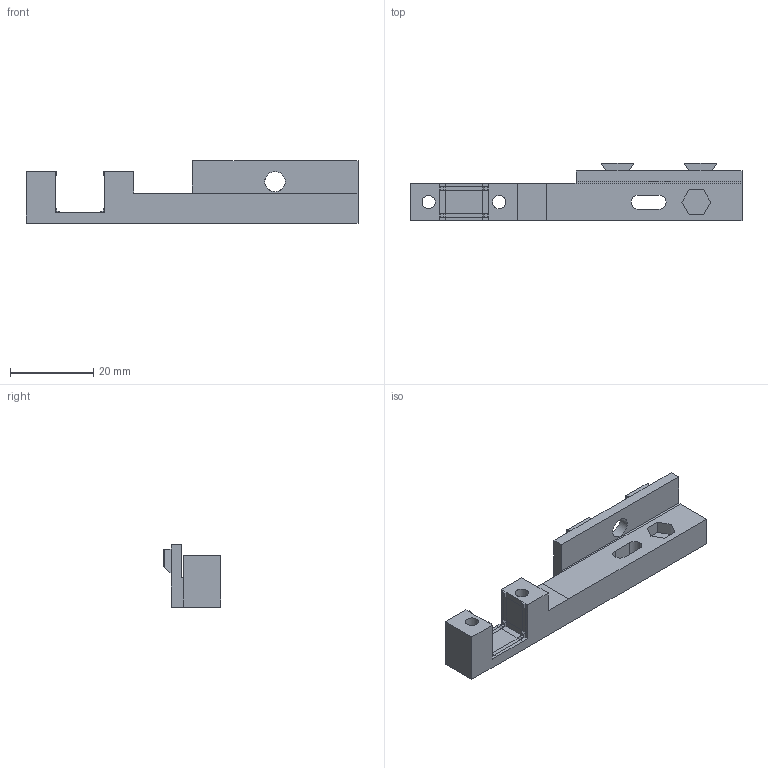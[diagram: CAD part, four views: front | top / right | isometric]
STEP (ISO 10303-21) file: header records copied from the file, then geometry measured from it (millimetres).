
FILE_DESCRIPTION(('FreeCAD Model'),'2;1');
FILE_NAME('Open CASCADE Shape Model','2025-07-20T22:23:38',(''),(''), 'Open CASCADE STEP processor 7.8','FreeCAD','Unknown');
FILE_SCHEMA(('AUTOMOTIVE_DESIGN { 1 0 10303 214 1 1 1 1 }'));
Length unit declared in the file: millimetre
Products named in the file (1): Frame_(ATmount)
Bounding box: 80 x 13.9 x 15 mm (x, y, z)
Volume: 6616.4 mm3; surface area: 4470.1 mm2
Topology: 1 solids, 1 shells, 139 faces, 331 edges, 194 vertices
Faces by surface type: plane 130, cylinder 9
Full cylindrical faces by diameter (mm): 3.2 x2, 4.9 x1
Entity records: 8218 total; most frequent: CARTESIAN_POINT 1379, DIRECTION 1285, LINE 949, VECTOR 949, ORIENTED_EDGE 662, PCURVE 662, DEFINITIONAL_REPRESENTATION 662, EDGE_CURVE 331
